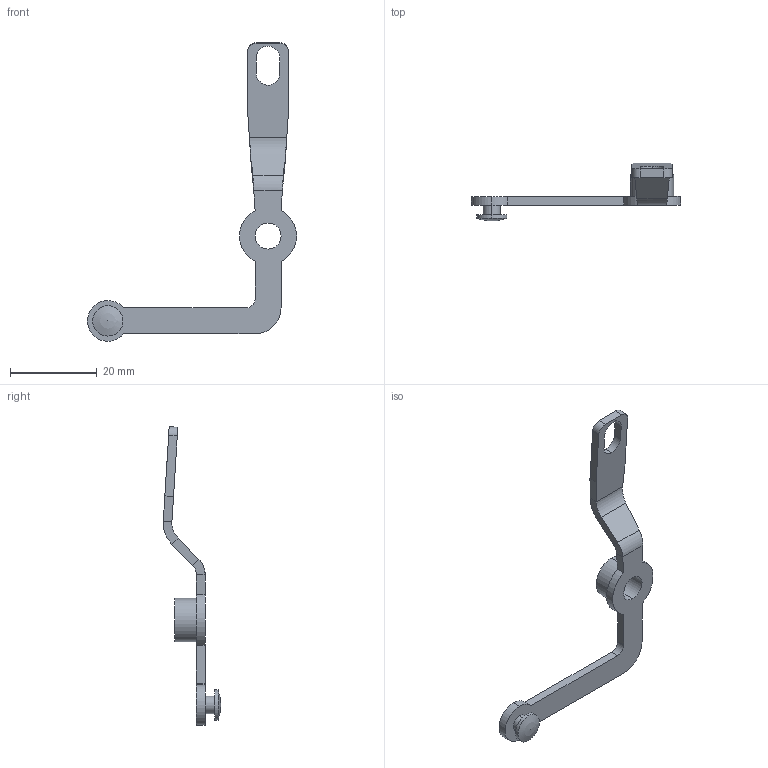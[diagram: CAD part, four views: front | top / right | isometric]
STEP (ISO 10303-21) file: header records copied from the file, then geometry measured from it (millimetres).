
FILE_DESCRIPTION (( 'STEP AP214' ), '1' );
FILE_NAME ('Secondary Carriage Movement Lever 1.STEP', '2025-07-06T08:35:27', ( '' ), ( '' ), 'SwSTEP 2.0', 'SolidWorks 2025', '' );
FILE_SCHEMA (( 'AUTOMOTIVE_DESIGN' ));
Length unit declared in the file: millimetre
Products named in the file (1): Secondary Carriage Movement Lever 1
Bounding box: 48.28 x 13.26 x 68.92 mm (x, y, z)
Volume: 1812.6 mm3; surface area: 2393.8 mm2
Topology: 1 solids, 1 shells, 52 faces, 128 edges, 80 vertices
Faces by surface type: cylinder 24, plane 23, bspline 4, sphere 1
Entity records: 1585 total; most frequent: CARTESIAN_POINT 366, ORIENTED_EDGE 250, DIRECTION 235, EDGE_CURVE 125, AXIS2_PLACEMENT_3D 83, VERTEX_POINT 78, VECTOR 69, LINE 69
